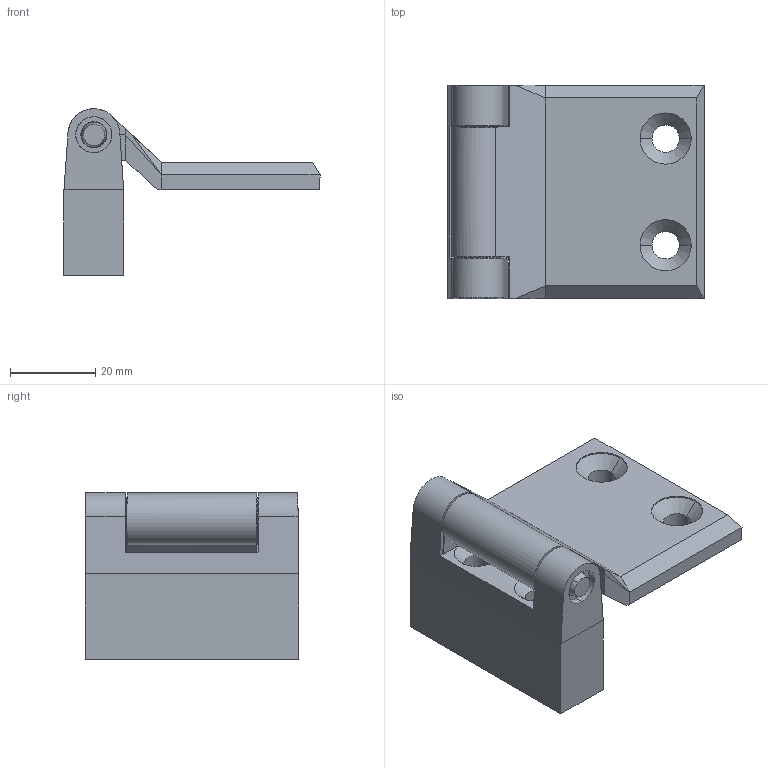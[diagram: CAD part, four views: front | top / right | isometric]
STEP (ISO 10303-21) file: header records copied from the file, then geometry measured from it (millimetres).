
FILE_DESCRIPTION (( 'STEP AP203' ), '1' );
FILE_NAME ('MK16.1.5.V2.20.STEP', '2022-06-29T07:06:05', ( '' ), ( '' ), 'SwSTEP 2.0', 'SolidWorks 2021', '' );
FILE_SCHEMA (( 'CONFIG_CONTROL_DESIGN' ));
Length unit declared in the file: millimetre
Products named in the file (4): 1206100759-MG16-MK16 pimi; 2151200866-MK16 Menteþe Kenar Parça-20mm-Krom kapl.; MK16.1.5.V2.20; 2152200869-MK16 Menteþe Orta Parça-Havþalý-Krom Kapl.
Assembly tree (3 placements, depth 2):
  MK16.1.5.V2.20
    2152200869-MK16 Menteþe Orta Parça-Havþalý-Krom Kapl.
    1206100759-MG16-MK16 pimi
    2151200866-MK16 Menteþe Kenar Parça-20mm-Krom kapl.
Bounding box: 60 x 50.08 x 39 mm (x, y, z)
Volume: 26946.5 mm3; surface area: 18955.5 mm2
Topology: 3 solids, 3 shells, 362 faces, 920 edges, 576 vertices
Faces by surface type: plane 149, cylinder 121, cone 38, bspline 36, torus 14, sphere 4
Entity records: 12876 total; most frequent: CARTESIAN_POINT 4102, ORIENTED_EDGE 1840, DIRECTION 1628, EDGE_CURVE 920, AXIS2_PLACEMENT_3D 578, VERTEX_POINT 576, VECTOR 472, LINE 472
